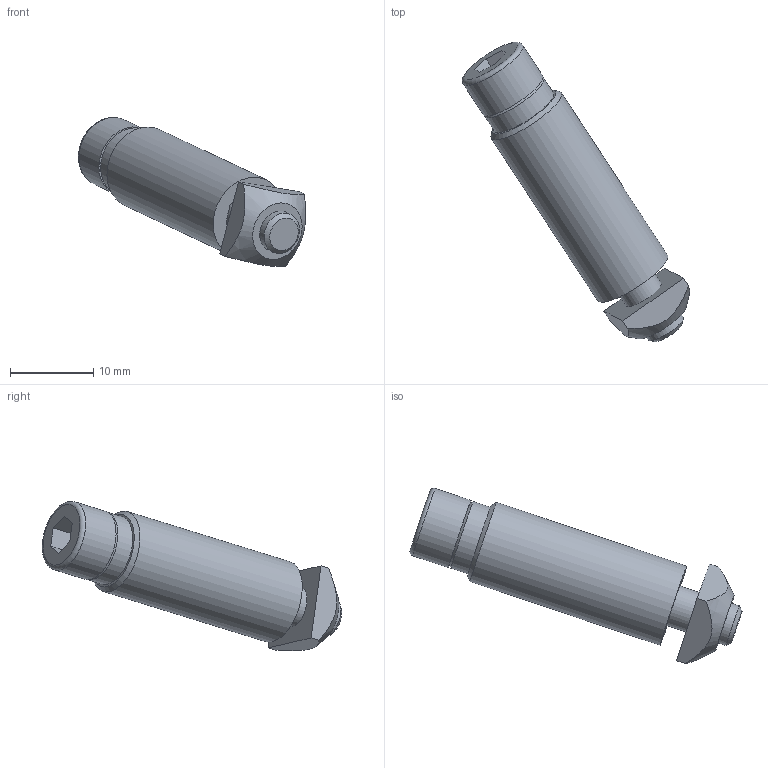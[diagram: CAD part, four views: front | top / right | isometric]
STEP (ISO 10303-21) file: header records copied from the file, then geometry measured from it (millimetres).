
FILE_DESCRIPTION(/* description */ ('Łącznik automatyczny M6 L=29 30-6'),/* implementation_level */ '2;1');
FILE_NAME(/* name */ '340630.igs.stp',/* time_stamp */ '2022-10-05T11:18:04+02:00',/* author */ ('aluteckkpl_am'),/* organization */ (''),/* preprocessor_version */ 'ST-DEVELOPER v18.1',/* originating_system */ 'Autodesk Inventor 2021',/* authorisation */ '');
FILE_SCHEMA (('CONFIG_CONTROL_DESIGN'));
Length unit declared in the file: millimetre
Products named in the file (1): 340630
Bounding box: 27.22 x 35.86 x 17.86 mm (x, y, z)
Volume: 2362.1 mm3; surface area: 2408.2 mm2
Topology: 1 solids, 1 shells, 43 faces, 116 edges, 81 vertices
Faces by surface type: plane 24, cylinder 12, cone 5, torus 2
Full cylindrical faces by diameter (mm): 5 x2, 6.2 x1, 8.4 x1, 8.5 x1, 10 x1
Entity records: 1483 total; most frequent: CARTESIAN_POINT 264, DIRECTION 251, ORIENTED_EDGE 230, EDGE_CURVE 115, AXIS2_PLACEMENT_3D 104, VERTEX_POINT 81, CIRCLE 60, EDGE_LOOP 50
